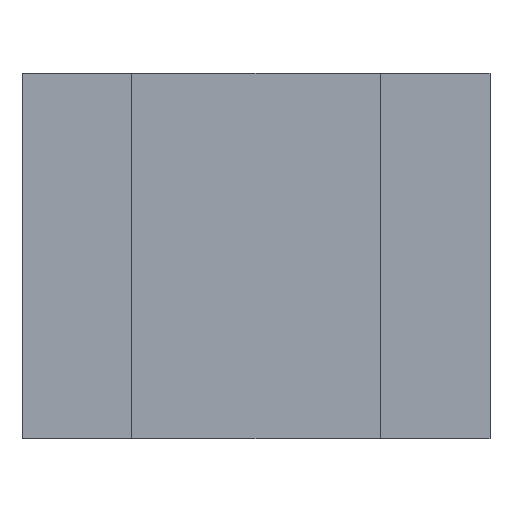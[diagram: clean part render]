
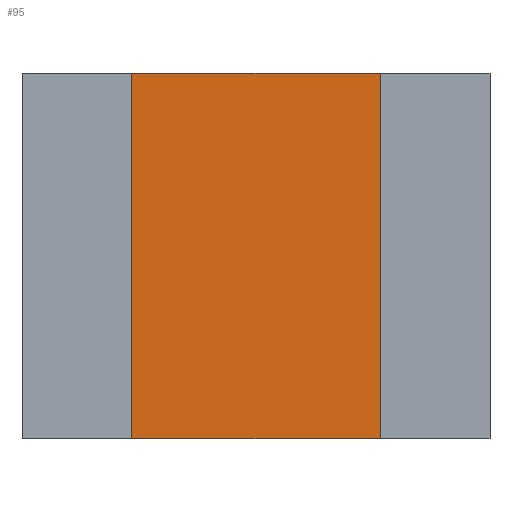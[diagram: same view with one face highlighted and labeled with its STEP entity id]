
A CAD part, top view. The second image highlights one B-rep face of the part: STEP entity #95.
In plain terms, the highlighted planar face has unit normal (0, 0, 1).
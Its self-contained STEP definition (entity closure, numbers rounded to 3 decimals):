
#95 = ADVANCED_FACE( '', ( #162 ), #163, .F. );
#162 = FACE_OUTER_BOUND( '', #212, .T. );
#163 = PLANE( '', #213 );
#212 = EDGE_LOOP( '', ( #270, #271, #272, #273 ) );
#213 = AXIS2_PLACEMENT_3D( '', #274, #275, #276 );
#270 = ORIENTED_EDGE( '', *, *, #353, .F. );
#271 = ORIENTED_EDGE( '', *, *, #342, .F. );
#272 = ORIENTED_EDGE( '', *, *, #351, .F. );
#273 = ORIENTED_EDGE( '', *, *, #354, .F. );
#274 = CARTESIAN_POINT( '', ( 0., 0., 0.475 ) );
#275 = DIRECTION( '', ( 0., 0., -1. ) );
#276 = DIRECTION( '', ( -1., 0., 0. ) );
#342 = EDGE_CURVE( '', #383, #385, #386, .T. );
#351 = EDGE_CURVE( '', #397, #383, #399, .T. );
#353 = EDGE_CURVE( '', #385, #401, #402, .T. );
#354 = EDGE_CURVE( '', #401, #397, #403, .T. );
#383 = VERTEX_POINT( '', #440 );
#385 = VERTEX_POINT( '', #443 );
#386 = LINE( '', #444, #445 );
#397 = VERTEX_POINT( '', #461 );
#399 = LINE( '', #464, #465 );
#401 = VERTEX_POINT( '', #467 );
#402 = LINE( '', #468, #469 );
#403 = LINE( '', #470, #471 );
#440 = CARTESIAN_POINT( '', ( -0.85, 1.25, 0.475 ) );
#443 = CARTESIAN_POINT( '', ( 0.85, 1.25, 0.475 ) );
#444 = CARTESIAN_POINT( '', ( -0.85, 1.25, 0.475 ) );
#445 = VECTOR( '', #504, 1000. );
#461 = CARTESIAN_POINT( '', ( -0.85, -1.25, 0.475 ) );
#464 = CARTESIAN_POINT( '', ( -0.85, -1.25, 0.475 ) );
#465 = VECTOR( '', #511, 1000. );
#467 = CARTESIAN_POINT( '', ( 0.85, -1.25, 0.475 ) );
#468 = CARTESIAN_POINT( '', ( 0.85, 1.25, 0.475 ) );
#469 = VECTOR( '', #512, 1000. );
#470 = CARTESIAN_POINT( '', ( 0.85, -1.25, 0.475 ) );
#471 = VECTOR( '', #513, 1000. );
#504 = DIRECTION( '', ( 1., 0., 0. ) );
#511 = DIRECTION( '', ( 0., 1., 0. ) );
#512 = DIRECTION( '', ( 0., -1., 0. ) );
#513 = DIRECTION( '', ( -1., 0., 0. ) );
